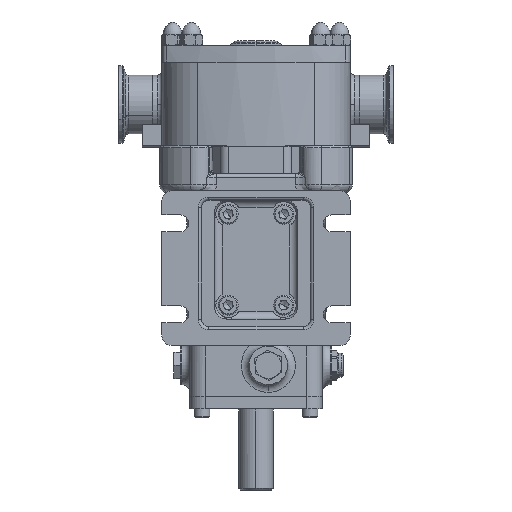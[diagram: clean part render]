
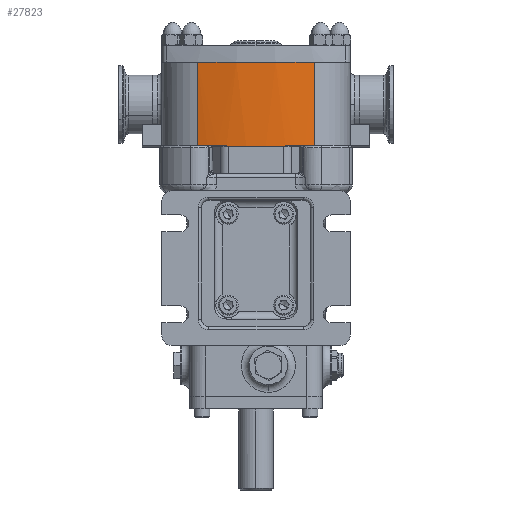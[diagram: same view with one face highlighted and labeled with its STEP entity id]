
A CAD part, front view. The second image highlights one B-rep face of the part: STEP entity #27823.
In plain terms, the highlighted cylindrical face has radius 150 mm (diameter 300 mm), a partial arc.
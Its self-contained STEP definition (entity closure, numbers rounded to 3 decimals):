
#380 = CIRCLE ( 'NONE', #21384, 150. ) ;
#607 = VECTOR ( 'NONE', #18819, 1000. ) ;
#1422 = EDGE_LOOP ( 'NONE', ( #39925, #2142, #17216, #34143, #2412, #9057, #2099, #14878 ) ) ;
#1708 = LINE ( 'NONE', #7825, #5610 ) ;
#1785 = DIRECTION ( 'NONE',  ( 0., 0., -1. ) ) ;
#2099 = ORIENTED_EDGE ( 'NONE', *, *, #34060, .T. ) ;
#2142 = ORIENTED_EDGE ( 'NONE', *, *, #23487, .T. ) ;
#2412 = ORIENTED_EDGE ( 'NONE', *, *, #28926, .F. ) ;
#2971 = CIRCLE ( 'NONE', #35433, 150. ) ;
#4188 = AXIS2_PLACEMENT_3D ( 'NONE', #20383, #35839, #4488 ) ;
#4488 = DIRECTION ( 'NONE',  ( -1., 0., 0. ) ) ;
#5610 = VECTOR ( 'NONE', #40620, 1000. ) ;
#5629 = EDGE_CURVE ( 'NONE', #18662, #19542, #380, .T. ) ;
#5644 = DIRECTION ( 'NONE',  ( 1., 0., 0. ) ) ;
#5867 = CARTESIAN_POINT ( 'NONE',  ( 19.036, -82.787, -26.5 ) ) ;
#6080 = LINE ( 'NONE', #5867, #607 ) ;
#6355 = VERTEX_POINT ( 'NONE', #39473 ) ;
#6955 = VERTEX_POINT ( 'NONE', #29963 ) ;
#7645 = FACE_OUTER_BOUND ( 'NONE', #1422, .T. ) ;
#7825 = CARTESIAN_POINT ( 'NONE',  ( 37.815, -79.155, 27.5 ) ) ;
#8188 = CARTESIAN_POINT ( 'NONE',  ( -19.036, -82.787, -26.5 ) ) ;
#8247 = CARTESIAN_POINT ( 'NONE',  ( -37.815, -79.155, -26.5 ) ) ;
#8533 = CARTESIAN_POINT ( 'NONE',  ( 0., 66., -26.5 ) ) ;
#8678 = DIRECTION ( 'NONE',  ( 0., 0., 1. ) ) ;
#8712 = DIRECTION ( 'NONE',  ( 0., 0., -1. ) ) ;
#9057 = ORIENTED_EDGE ( 'NONE', *, *, #36322, .F. ) ;
#9735 = VERTEX_POINT ( 'NONE', #23394 ) ;
#9768 = DIRECTION ( 'NONE',  ( 0., 0., -1. ) ) ;
#10636 = CYLINDRICAL_SURFACE ( 'NONE', #4188, 150. ) ;
#12022 = CARTESIAN_POINT ( 'NONE',  ( 0., 66., 27.5 ) ) ;
#12726 = VECTOR ( 'NONE', #8712, 1000. ) ;
#12765 = VERTEX_POINT ( 'NONE', #8247 ) ;
#14720 = DIRECTION ( 'NONE',  ( -1., 0., 0. ) ) ;
#14878 = ORIENTED_EDGE ( 'NONE', *, *, #18506, .F. ) ;
#17216 = ORIENTED_EDGE ( 'NONE', *, *, #23877, .F. ) ;
#17401 = CIRCLE ( 'NONE', #18765, 150. ) ;
#17588 = CIRCLE ( 'NONE', #23013, 150. ) ;
#17629 = CARTESIAN_POINT ( 'NONE',  ( 37.815, -79.155, -26.5 ) ) ;
#18163 = DIRECTION ( 'NONE',  ( 0., 0., -1. ) ) ;
#18175 = DIRECTION ( 'NONE',  ( 0., 0., 1. ) ) ;
#18506 = EDGE_CURVE ( 'NONE', #9735, #12765, #2971, .T. ) ;
#18642 = CARTESIAN_POINT ( 'NONE',  ( 0., 66., -27. ) ) ;
#18662 = VERTEX_POINT ( 'NONE', #17629 ) ;
#18765 = AXIS2_PLACEMENT_3D ( 'NONE', #18642, #8678, #37471 ) ;
#18819 = DIRECTION ( 'NONE',  ( 0., 0., -1. ) ) ;
#19273 = CARTESIAN_POINT ( 'NONE',  ( -37.815, -79.155, 27.5 ) ) ;
#19542 = VERTEX_POINT ( 'NONE', #40868 ) ;
#20383 = CARTESIAN_POINT ( 'NONE',  ( 0., 66., 27.5 ) ) ;
#20689 = CARTESIAN_POINT ( 'NONE',  ( 37.815, -79.155, 27.5 ) ) ;
#21384 = AXIS2_PLACEMENT_3D ( 'NONE', #38749, #9768, #22704 ) ;
#22704 = DIRECTION ( 'NONE',  ( -1., 0., 0. ) ) ;
#23013 = AXIS2_PLACEMENT_3D ( 'NONE', #12022, #18175, #5644 ) ;
#23394 = CARTESIAN_POINT ( 'NONE',  ( -19.036, -82.787, -26.5 ) ) ;
#23487 = EDGE_CURVE ( 'NONE', #6355, #6955, #17401, .T. ) ;
#23877 = EDGE_CURVE ( 'NONE', #19542, #6955, #6080, .T. ) ;
#24671 = VECTOR ( 'NONE', #18163, 1000. ) ;
#24720 = LINE ( 'NONE', #8188, #24671 ) ;
#27823 = ADVANCED_FACE ( 'NONE', ( #7645 ), #10636, .T. ) ;
#28926 = EDGE_CURVE ( 'NONE', #41701, #18662, #1708, .T. ) ;
#29963 = CARTESIAN_POINT ( 'NONE',  ( 19.036, -82.787, -27. ) ) ;
#30083 = VERTEX_POINT ( 'NONE', #19273 ) ;
#32185 = LINE ( 'NONE', #37716, #12726 ) ;
#34060 = EDGE_CURVE ( 'NONE', #30083, #12765, #32185, .T. ) ;
#34143 = ORIENTED_EDGE ( 'NONE', *, *, #5629, .F. ) ;
#35433 = AXIS2_PLACEMENT_3D ( 'NONE', #8533, #1785, #14720 ) ;
#35839 = DIRECTION ( 'NONE',  ( 0., 0., -1. ) ) ;
#36322 = EDGE_CURVE ( 'NONE', #30083, #41701, #17588, .T. ) ;
#37471 = DIRECTION ( 'NONE',  ( 1., 0., 0. ) ) ;
#37716 = CARTESIAN_POINT ( 'NONE',  ( -37.815, -79.155, 27.5 ) ) ;
#38749 = CARTESIAN_POINT ( 'NONE',  ( 0., 66., -26.5 ) ) ;
#39473 = CARTESIAN_POINT ( 'NONE',  ( -19.036, -82.787, -27. ) ) ;
#39925 = ORIENTED_EDGE ( 'NONE', *, *, #41797, .T. ) ;
#40620 = DIRECTION ( 'NONE',  ( 0., 0., -1. ) ) ;
#40868 = CARTESIAN_POINT ( 'NONE',  ( 19.036, -82.787, -26.5 ) ) ;
#41701 = VERTEX_POINT ( 'NONE', #20689 ) ;
#41797 = EDGE_CURVE ( 'NONE', #9735, #6355, #24720, .T. ) ;
